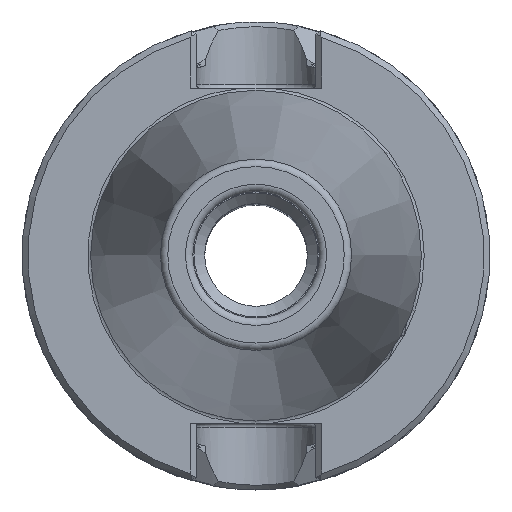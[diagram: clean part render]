
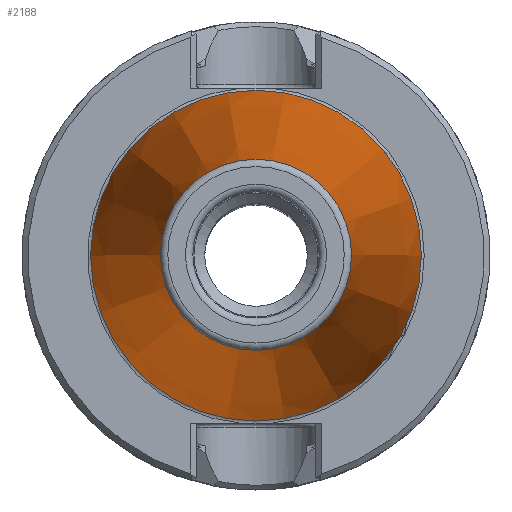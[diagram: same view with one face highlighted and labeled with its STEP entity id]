
A CAD part, top view. The second image highlights one B-rep face of the part: STEP entity #2188.
In plain terms, the highlighted conical face has half-angle 8.297 degrees and reference radius 12.871 mm.
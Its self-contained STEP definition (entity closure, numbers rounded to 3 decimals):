
#281=CONICAL_SURFACE('',#2336,12.871,0.145);
#370=ORIENTED_EDGE('',*,*,#733,.T.);
#371=ORIENTED_EDGE('',*,*,#732,.F.);
#732=EDGE_CURVE('',#933,#933,#1078,.T.);
#733=EDGE_CURVE('',#934,#934,#1079,.T.);
#933=VERTEX_POINT('',#3016);
#934=VERTEX_POINT('',#3019);
#1078=CIRCLE('',#2335,12.871);
#1079=CIRCLE('',#2337,22.268);
#1193=EDGE_LOOP('',(#370));
#1194=EDGE_LOOP('',(#371));
#1341=FACE_BOUND('',#1193,.T.);
#1342=FACE_BOUND('',#1194,.T.);
#2188=ADVANCED_FACE('',(#1341,#1342),#281,.T.);
#2335=AXIS2_PLACEMENT_3D('',#3015,#2608,#2609);
#2336=AXIS2_PLACEMENT_3D('',#3017,#2610,#2611);
#2337=AXIS2_PLACEMENT_3D('',#3018,#2612,#2613);
#2608=DIRECTION('',(0.,0.,1.));
#2609=DIRECTION('',(1.,0.,0.));
#2610=DIRECTION('',(0.,0.,-1.));
#2611=DIRECTION('',(-1.,0.,0.));
#2612=DIRECTION('',(0.,0.,1.));
#2613=DIRECTION('',(1.,0.,0.));
#3015=CARTESIAN_POINT('',(0.,0.,64.544));
#3016=CARTESIAN_POINT('',(12.871,0.,64.544));
#3017=CARTESIAN_POINT('',(0.,0.,64.544));
#3018=CARTESIAN_POINT('',(0.,0.,0.106));
#3019=CARTESIAN_POINT('',(22.268,0.,0.106));
